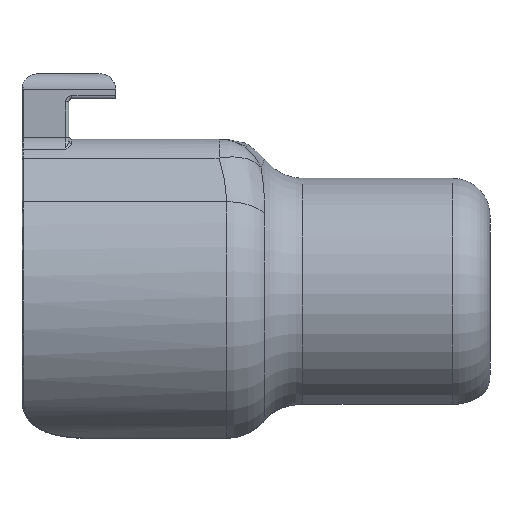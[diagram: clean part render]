
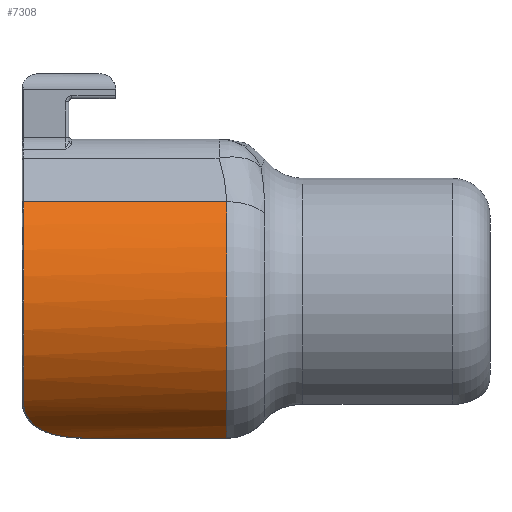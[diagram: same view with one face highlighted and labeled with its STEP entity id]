
A CAD part, left-side view. The second image highlights one B-rep face of the part: STEP entity #7308.
In plain terms, the highlighted cylindrical face has radius 50 mm (diameter 100 mm), a partial arc.
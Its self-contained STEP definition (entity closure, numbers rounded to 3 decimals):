
#170=CIRCLE('',#7650,50.);
#188=CIRCLE('',#7682,50.);
#348=CYLINDRICAL_SURFACE('',#7681,50.);
#684=LINE('',#24023,#1110);
#694=LINE('',#24343,#1120);
#1110=VECTOR('',#8526,10.);
#1120=VECTOR('',#8590,10.);
#1525=FACE_OUTER_BOUND('',#1956,.T.);
#1956=EDGE_LOOP('',(#6051,#6052,#6053,#6054,#6055));
#2561=B_SPLINE_CURVE_WITH_KNOTS('',3,(#24013,#24014,#24015,#24016,#24017,
#24018,#24019),.UNSPECIFIED.,.F.,.F.,(4,1,1,1,4),(0.,0.898,
1.796,2.694,3.143),.UNSPECIFIED.);
#3247=VERTEX_POINT('',#23962);
#3248=VERTEX_POINT('',#23966);
#3249=VERTEX_POINT('',#24011);
#3250=VERTEX_POINT('',#24021);
#3264=VERTEX_POINT('',#24342);
#4250=EDGE_CURVE('',#3248,#3247,#170,.T.);
#4252=EDGE_CURVE('',#3249,#3248,#2561,.T.);
#4254=EDGE_CURVE('',#3250,#3249,#684,.T.);
#4287=EDGE_CURVE('',#3264,#3247,#694,.T.);
#4289=EDGE_CURVE('',#3264,#3250,#188,.T.);
#6051=ORIENTED_EDGE('',*,*,#4250,.F.);
#6052=ORIENTED_EDGE('',*,*,#4252,.F.);
#6053=ORIENTED_EDGE('',*,*,#4254,.F.);
#6054=ORIENTED_EDGE('',*,*,#4289,.F.);
#6055=ORIENTED_EDGE('',*,*,#4287,.T.);
#7308=ADVANCED_FACE('',(#1525),#348,.T.);
#7650=AXIS2_PLACEMENT_3D('',#23968,#8518,#8519);
#7681=AXIS2_PLACEMENT_3D('',#24349,#8591,#8592);
#7682=AXIS2_PLACEMENT_3D('',#24350,#8593,#8594);
#8518=DIRECTION('center_axis',(0.,1.,0.));
#8519=DIRECTION('ref_axis',(-0.999,0.,-0.052));
#8526=DIRECTION('',(0.,1.,0.));
#8590=DIRECTION('',(0.,1.,0.));
#8591=DIRECTION('center_axis',(0.,1.,0.));
#8592=DIRECTION('ref_axis',(0.,0.,1.));
#8593=DIRECTION('center_axis',(0.,-1.,0.));
#8594=DIRECTION('ref_axis',(0.,0.,-1.));
#23962=CARTESIAN_POINT('',(-40.,149.5,30.));
#23966=CARTESIAN_POINT('',(-36.808,149.5,-33.841));
#23968=CARTESIAN_POINT('Origin',(0.,149.5,0.));
#24011=CARTESIAN_POINT('',(-20.156,130.,-45.758));
#24013=CARTESIAN_POINT('Ctrl Pts',(-20.156,130.,-45.758));
#24014=CARTESIAN_POINT('Ctrl Pts',(-20.156,132.993,-45.758));
#24015=CARTESIAN_POINT('Ctrl Pts',(-21.486,138.978,-45.207));
#24016=CARTESIAN_POINT('Ctrl Pts',(-26.841,146.018,-42.409));
#24017=CARTESIAN_POINT('Ctrl Pts',(-32.567,149.068,-38.158));
#24018=CARTESIAN_POINT('Ctrl Pts',(-35.784,149.5,-34.954));
#24019=CARTESIAN_POINT('Ctrl Pts',(-36.808,149.5,-33.841));
#24021=CARTESIAN_POINT('',(-20.156,84.367,-45.758));
#24023=CARTESIAN_POINT('',(-20.156,0.,-45.758));
#24342=CARTESIAN_POINT('',(-40.,84.367,30.));
#24343=CARTESIAN_POINT('',(-40.,0.,30.));
#24349=CARTESIAN_POINT('Origin',(0.,0.,0.));
#24350=CARTESIAN_POINT('Origin',(0.,84.367,
0.));
